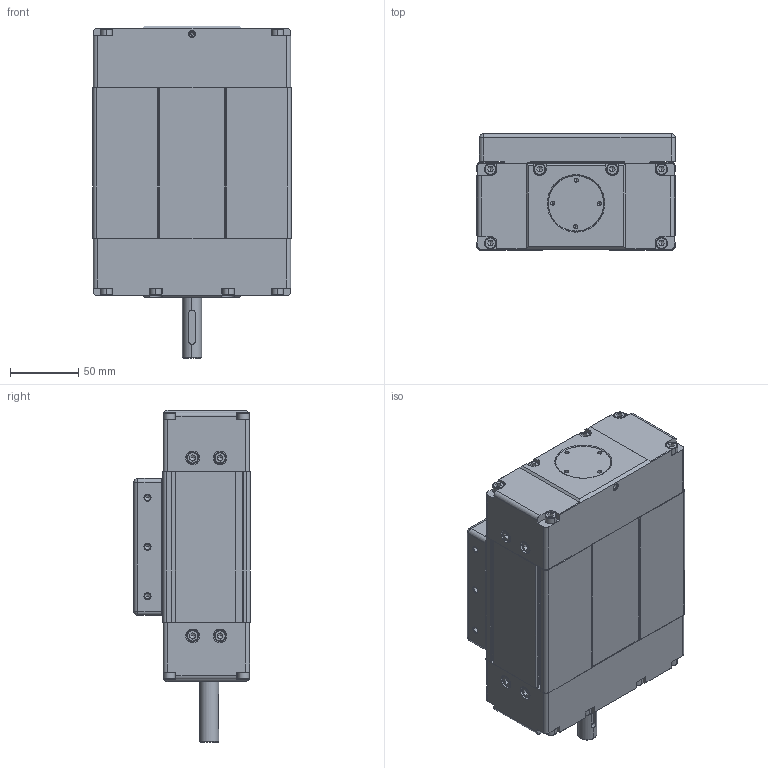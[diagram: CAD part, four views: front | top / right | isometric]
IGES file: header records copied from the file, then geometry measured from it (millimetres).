
Global section: file name: No Iges File Name specified; native system: Autodesk Inventor 2011; preprocessor: AutoDesk Inventor Iges Exporter R2011; author: user; date: 20101011.140459; units: millimetre
Bounding box: 145 x 85 x 242.5 mm (x, y, z)
Volume: 2039175.2 mm3; surface area: 209682.8 mm2
Topology: 4 solids, 6 shells, 831 faces, 2208 edges, 1389 vertices
Faces by surface type: plane 297, revolution 206, bspline 158, cylinder 112, torus 44, cone 10, sphere 4
